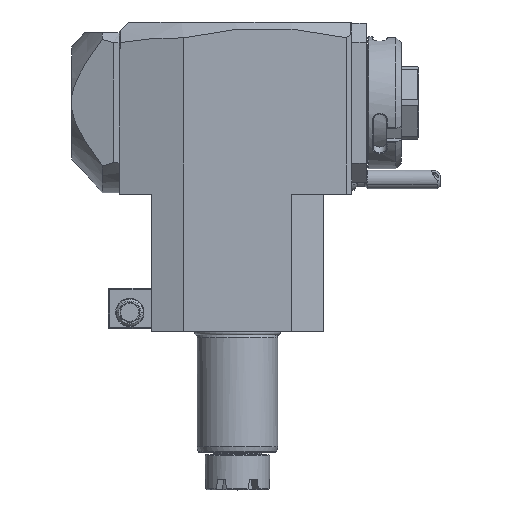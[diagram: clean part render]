
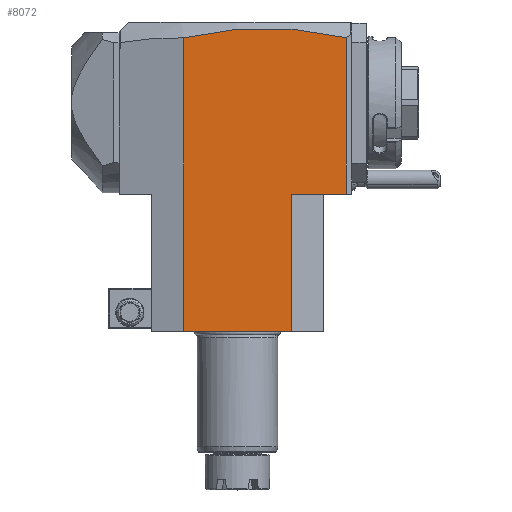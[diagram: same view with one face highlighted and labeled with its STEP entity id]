
A CAD part, top view. The second image highlights one B-rep face of the part: STEP entity #8072.
In plain terms, the highlighted planar face has unit normal (0, 0, 1).
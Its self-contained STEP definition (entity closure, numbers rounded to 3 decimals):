
#17=DIRECTION('',(-1.,0.,0.));
#18=VECTOR('',#17,40.);
#19=CARTESIAN_POINT('',(20.,0.,32.));
#20=LINE('',#19,#18);
#185=DIRECTION('',(-1.,0.,0.));
#186=VECTOR('',#185,20.5);
#187=CARTESIAN_POINT('',(40.5,51.,32.));
#188=LINE('',#187,#186);
#189=CARTESIAN_POINT('',(40.5,109.133,32.));
#190=CARTESIAN_POINT('',(35.458,110.345,32.));
#191=CARTESIAN_POINT('',(25.373,112.145,32.));
#192=CARTESIAN_POINT('',(10.247,113.032,32.));
#193=CARTESIAN_POINT('',(-4.877,112.124,32.));
#194=CARTESIAN_POINT('',(-14.959,110.311,32.));
#195=CARTESIAN_POINT('',(-20.,109.092,32.));
#201=DIRECTION('',(0.,1.,0.));
#202=VECTOR('',#201,58.133);
#203=CARTESIAN_POINT('',(40.5,51.,32.));
#204=LINE('',#203,#202);
#428=DIRECTION('',(0.,-1.,0.));
#429=VECTOR('',#428,109.092);
#430=CARTESIAN_POINT('',(-20.,109.092,32.));
#431=LINE('',#430,#429);
#5062=DIRECTION('',(0.,1.,0.));
#5063=VECTOR('',#5062,51.);
#5064=CARTESIAN_POINT('',(20.,0.,32.));
#5065=LINE('',#5064,#5063);
#7373=VERTEX_POINT('',#189);
#7374=VERTEX_POINT('',#195);
#7745=CARTESIAN_POINT('',(40.5,51.,32.));
#7746=VERTEX_POINT('',#7745);
#7759=CARTESIAN_POINT('',(20.,0.,32.));
#7760=VERTEX_POINT('',#7759);
#7761=CARTESIAN_POINT('',(-20.,0.,32.));
#7762=VERTEX_POINT('',#7761);
#7973=CARTESIAN_POINT('',(20.,51.,32.));
#7974=VERTEX_POINT('',#7973);
#8055=CARTESIAN_POINT('',(-35.103,51.,32.));
#8056=DIRECTION('',(0.,0.,1.));
#8057=DIRECTION('',(1.,0.,0.));
#8058=AXIS2_PLACEMENT_3D('',#8055,#8056,#8057);
#8059=PLANE('',#8058);
#8061=ORIENTED_EDGE('',*,*,#8060,.F.);
#8062=ORIENTED_EDGE('',*,*,#8037,.T.);
#8064=ORIENTED_EDGE('',*,*,#8063,.F.);
#8065=ORIENTED_EDGE('',*,*,#7990,.T.);
#8067=ORIENTED_EDGE('',*,*,#8066,.F.);
#8069=ORIENTED_EDGE('',*,*,#8068,.F.);
#8070=EDGE_LOOP('',(#8061,#8062,#8064,#8065,#8067,#8069));
#8071=FACE_OUTER_BOUND('',#8070,.F.);
#196=B_SPLINE_CURVE_WITH_KNOTS('',3,(#189,#190,#191,#192,#193,#194,#195),
.UNSPECIFIED.,.F.,.F.,(4,1,1,1,4),(0.,0.25,0.5,0.75,1.),
.UNSPECIFIED.);
#7990=EDGE_CURVE('',#7760,#7762,#20,.T.);
#8037=EDGE_CURVE('',#7746,#7974,#188,.T.);
#8060=EDGE_CURVE('',#7746,#7373,#204,.T.);
#8063=EDGE_CURVE('',#7760,#7974,#5065,.T.);
#8066=EDGE_CURVE('',#7374,#7762,#431,.T.);
#8068=EDGE_CURVE('',#7373,#7374,#196,.T.);
#8072=ADVANCED_FACE('',(#8071),#8059,.T.);
